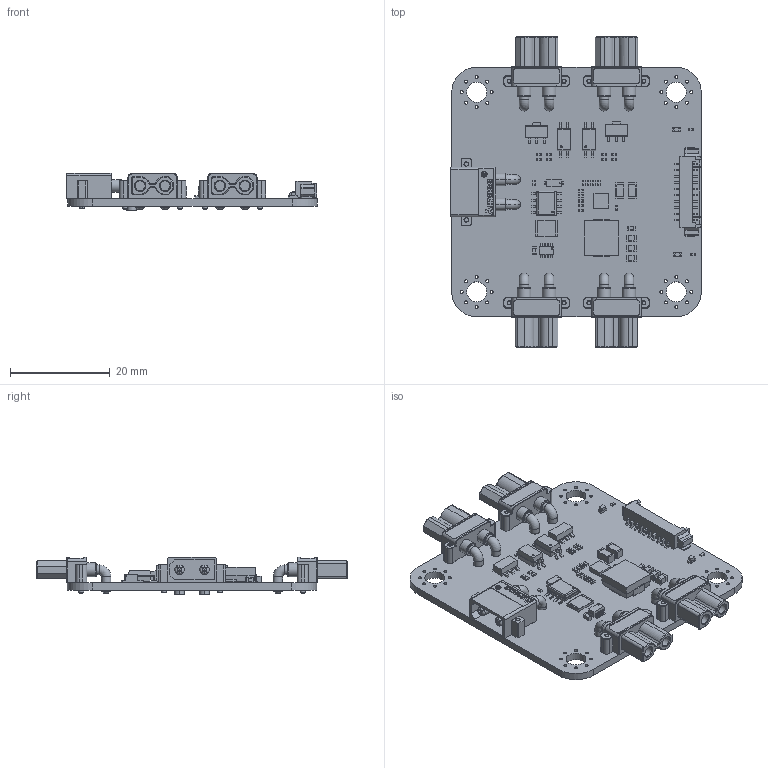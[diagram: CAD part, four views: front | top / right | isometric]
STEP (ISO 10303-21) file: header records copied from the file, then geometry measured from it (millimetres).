
FILE_DESCRIPTION(('KiCad electronic assembly'),'2;1');
FILE_NAME('PDB_AURA.step','2025-06-05T19:05:23',('Pcbnew'),('Kicad'), 'Open CASCADE STEP processor 7.8','KiCad to STEP converter','Unknown' );
FILE_SCHEMA(('AUTOMOTIVE_DESIGN { 1 0 10303 214 1 1 1 1 }'));
Length unit declared in the file: millimetre
Products named in the file (46): PDB_AURA 1; C_1206_3216Metric; R_0402_1005Metric; MMSZ5252B; C_0805_2012Metric; C_0603_1608Metric; HSK10N06; SI4825DDY-T1-GE3; LED_0603_1608Metric; XT30PW-F; R_1812_4532Metric; XT30PW-M; LTV-217-B-G; C_0402_1005Metric; 532617010; TPS56C230RJER; FRAME; SOLID; BODY; INA219AIDCNR; IND_0630CDMCCDS_SUM; PDB_AURA_PCB
Assembly tree (74 placements, depth 4):
  PDB_AURA 1
    C_1206_3216Metric  x2
    R_0402_1005Metric  x18
    MMSZ5252B
    C_0805_2012Metric  x3
    C_0603_1608Metric  x2
    HSK10N06  x2
    SI4825DDY-T1-GE3
    LED_0603_1608Metric  x2
    XT30PW-F  x4
    R_1812_4532Metric
    XT30PW-M
    LTV-217-B-G  x2
    C_0402_1005Metric  x3
    532617010
    TPS56C230RJER
      FRAME
        SOLID
        SOLID
        SOLID
        SOLID
        SOLID
        SOLID
        SOLID
        SOLID
        SOLID
        SOLID
        SOLID
        SOLID
        SOLID
        SOLID
        SOLID
        SOLID
        SOLID
        SOLID
        SOLID
        SOLID
        SOLID
        SOLID
        SOLID
        SOLID
        SOLID
      BODY
    INA219AIDCNR
    IND_0630CDMCCDS_SUM
    PDB_AURA_PCB
Bounding box: 50.2 x 62.27 x 7.5 mm (x, y, z)
Volume: 5856.7 mm3; surface area: 9773.8 mm2
Topology: 113 solids, 113 shells, 2970 faces, 7482 edges, 4866 vertices
Faces by surface type: plane 1998, cylinder 758, cone 92, torus 60, bspline 50, revolution 12
Full cylindrical faces by diameter (mm): 0.142 x1, 0.6 x32, 1 x18, 1.7 x18, 1.92 x16, 2 x8, 2.75 x8, 4 x4
Entity records: 63342 total; most frequent: CARTESIAN_POINT 14236, ORIENTED_EDGE 9174, DIRECTION 8713, EDGE_CURVE 4587, LINE 3375, VECTOR 3375, VERTEX_POINT 3015, AXIS2_PLACEMENT_3D 2663
